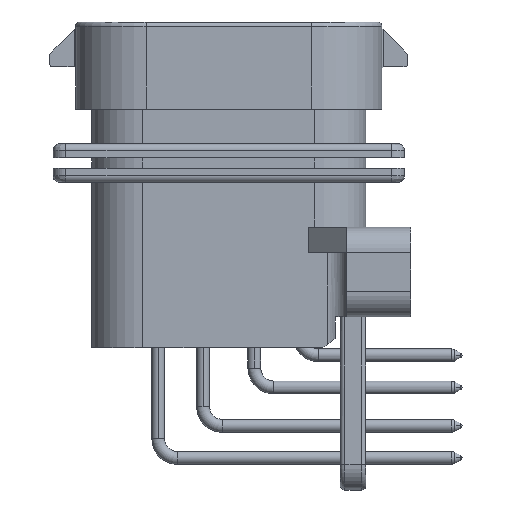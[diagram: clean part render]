
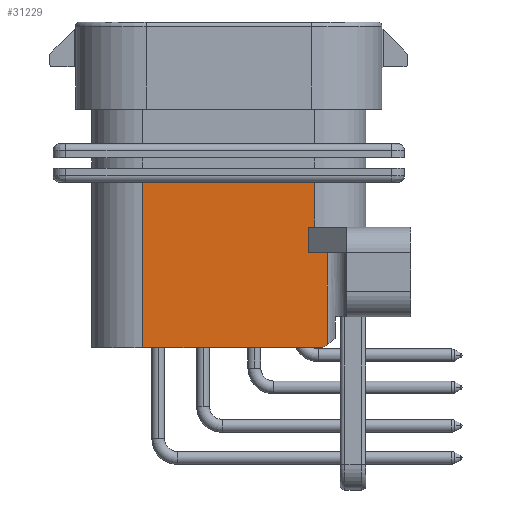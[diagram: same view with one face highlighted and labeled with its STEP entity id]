
A CAD part, left-side view. The second image highlights one B-rep face of the part: STEP entity #31229.
In plain terms, the highlighted face is planar.
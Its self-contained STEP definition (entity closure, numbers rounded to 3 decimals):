
#455=CARTESIAN_POINT('',(-16.25,-4.749,-7.17));
#456=VERTEX_POINT('',#455);
#463=CARTESIAN_POINT('',(-16.25,8.951,-7.17));
#464=VERTEX_POINT('',#463);
#465=CARTESIAN_POINT('',(-16.25,-4.749,-7.17));
#466=DIRECTION('',(0.,1.,0.));
#467=VECTOR('',#466,13.7);
#468=LINE('',#465,#467);
#469=EDGE_CURVE('',#456,#464,#468,.T.);
#1287=CARTESIAN_POINT('',(-16.25,-5.449,-6.892));
#1288=VERTEX_POINT('',#1287);
#1296=CARTESIAN_POINT('',(-16.25,-5.365,-6.958));
#1297=VERTEX_POINT('',#1296);
#1298=CARTESIAN_POINT('',(-16.25,-5.449,-6.892));
#1299=DIRECTION('',(0.,0.788,-0.616));
#1300=VECTOR('',#1299,0.107);
#1301=LINE('',#1298,#1300);
#1302=EDGE_CURVE('',#1288,#1297,#1301,.T.);
#3413=CARTESIAN_POINT('',(-16.25,-4.749,-6.17));
#3414=DIRECTION('',(0.,-0.616,-0.788));
#3415=DIRECTION('',(1.,0.,0.));
#3416=AXIS2_PLACEMENT_3D('',#3413,#3415,#3414);
#3417=CIRCLE('',#3416,1.);
#3418=EDGE_CURVE('',#1297,#456,#3417,.T.);
#11176=CARTESIAN_POINT('',(-16.25,8.951,5.75));
#11177=VERTEX_POINT('',#11176);
#11178=CARTESIAN_POINT('',(-16.25,8.951,-7.17));
#11179=DIRECTION('',(0.,0.,1.));
#11180=VECTOR('',#11179,12.92);
#11181=LINE('',#11178,#11180);
#11182=EDGE_CURVE('',#464,#11177,#11181,.T.);
#11211=CARTESIAN_POINT('',(-16.25,-5.449,0.25));
#11212=VERTEX_POINT('',#11211);
#11220=CARTESIAN_POINT('',(-16.25,-5.449,0.25));
#11221=DIRECTION('',(0.,0.,-1.));
#11222=VECTOR('',#11221,7.142);
#11223=LINE('',#11220,#11222);
#11224=EDGE_CURVE('',#11212,#1288,#11223,.T.);
#11244=CARTESIAN_POINT('',(-16.25,-4.449,5.75));
#11245=VERTEX_POINT('',#11244);
#11253=CARTESIAN_POINT('',(-16.25,-4.449,2.25));
#11254=VERTEX_POINT('',#11253);
#11255=CARTESIAN_POINT('',(-16.25,-4.449,5.75));
#11256=DIRECTION('',(0.,0.,-1.));
#11257=VECTOR('',#11256,3.5);
#11258=LINE('',#11255,#11257);
#11259=EDGE_CURVE('',#11245,#11254,#11258,.T.);
#11346=CARTESIAN_POINT('',(-16.25,8.951,5.75));
#11347=DIRECTION('',(0.,-1.,0.));
#11348=VECTOR('',#11347,13.4);
#11349=LINE('',#11346,#11348);
#11350=EDGE_CURVE('',#11177,#11245,#11349,.T.);
#13121=CARTESIAN_POINT('',(-16.25,-3.949,2.25));
#13122=VERTEX_POINT('',#13121);
#13123=CARTESIAN_POINT('',(-16.25,-4.449,2.25));
#13124=DIRECTION('',(0.,1.,0.));
#13125=VECTOR('',#13124,0.5);
#13126=LINE('',#13123,#13125);
#13127=EDGE_CURVE('',#11254,#13122,#13126,.T.);
#31200=CARTESIAN_POINT('',(-16.25,1.751,-0.71));
#31201=DIRECTION('',(0.,1.,0.));
#31202=DIRECTION('',(-1.,0.,0.));
#31203=AXIS2_PLACEMENT_3D('',#31200,#31202,#31201);
#31204=PLANE('',#31203);
#31205=CARTESIAN_POINT('',(-16.25,-3.949,0.25));
#31206=VERTEX_POINT('',#31205);
#31207=CARTESIAN_POINT('',(-16.25,-5.449,0.25));
#31208=DIRECTION('',(0.,1.,0.));
#31209=VECTOR('',#31208,1.5);
#31210=LINE('',#31207,#31209);
#31211=EDGE_CURVE('',#11212,#31206,#31210,.T.);
#31212=ORIENTED_EDGE('',*,*,#31211,.T.);
#31213=CARTESIAN_POINT('',(-16.25,-3.949,0.25));
#31214=DIRECTION('',(0.,0.,1.));
#31215=VECTOR('',#31214,2.);
#31216=LINE('',#31213,#31215);
#31217=EDGE_CURVE('',#31206,#13122,#31216,.T.);
#31218=ORIENTED_EDGE('',*,*,#31217,.T.);
#31219=ORIENTED_EDGE('',*,*,#13127,.F.);
#31220=ORIENTED_EDGE('',*,*,#11259,.F.);
#31221=ORIENTED_EDGE('',*,*,#11350,.F.);
#31222=ORIENTED_EDGE('',*,*,#11182,.F.);
#31223=ORIENTED_EDGE('',*,*,#469,.F.);
#31224=ORIENTED_EDGE('',*,*,#3418,.F.);
#31225=ORIENTED_EDGE('',*,*,#1302,.F.);
#31226=ORIENTED_EDGE('',*,*,#11224,.F.);
#31227=EDGE_LOOP('',(#31212,#31218,#31219,#31220,#31221,#31222,#31223,#31224,#31225,#31226));
#31228=FACE_OUTER_BOUND('',#31227,.T.);
#31229=ADVANCED_FACE('',(#31228),#31204,.T.);
